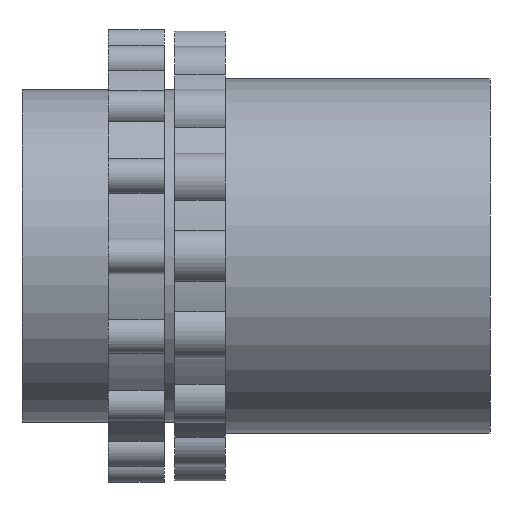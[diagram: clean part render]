
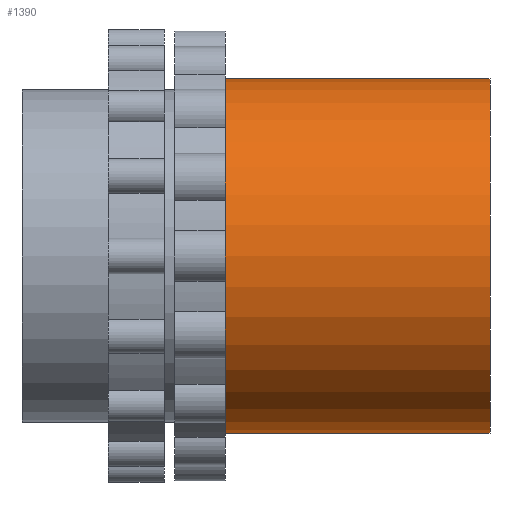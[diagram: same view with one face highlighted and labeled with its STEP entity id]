
A CAD part, front view. The second image highlights one B-rep face of the part: STEP entity #1390.
In plain terms, the highlighted cylindrical face has radius 17.4 mm (diameter 34.8 mm), a full revolution.
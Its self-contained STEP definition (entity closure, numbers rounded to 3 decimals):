
#79=LINE('',#2511,#146);
#146=VECTOR('',#2100,17.4);
#213=CYLINDRICAL_SURFACE('',#1619,17.4);
#289=FACE_OUTER_BOUND('',#366,.T.);
#366=EDGE_LOOP('',(#1231,#1232,#1233,#1234));
#501=CIRCLE('',#1618,17.4);
#502=CIRCLE('',#1620,17.4);
#635=VERTEX_POINT('',#2506);
#636=VERTEX_POINT('',#2509);
#834=EDGE_CURVE('',#635,#635,#501,.T.);
#835=EDGE_CURVE('',#636,#636,#502,.T.);
#836=EDGE_CURVE('',#636,#635,#79,.T.);
#1231=ORIENTED_EDGE('',*,*,#835,.F.);
#1232=ORIENTED_EDGE('',*,*,#836,.T.);
#1233=ORIENTED_EDGE('',*,*,#834,.T.);
#1234=ORIENTED_EDGE('',*,*,#836,.F.);
#1390=ADVANCED_FACE('',(#289),#213,.T.);
#1618=AXIS2_PLACEMENT_3D('',#2507,#2094,#2095);
#1619=AXIS2_PLACEMENT_3D('',#2508,#2096,#2097);
#1620=AXIS2_PLACEMENT_3D('',#2510,#2098,#2099);
#2094=DIRECTION('center_axis',(1.,0.,0.));
#2095=DIRECTION('ref_axis',(0.,1.,0.));
#2096=DIRECTION('center_axis',(1.,0.,0.));
#2097=DIRECTION('ref_axis',(0.,1.,0.));
#2098=DIRECTION('center_axis',(1.,0.,0.));
#2099=DIRECTION('ref_axis',(0.,1.,0.));
#2100=DIRECTION('',(-1.,0.,0.));
#2506=CARTESIAN_POINT('',(20.,-17.4,0.));
#2507=CARTESIAN_POINT('Origin',(20.,0.,0.));
#2508=CARTESIAN_POINT('Origin',(33.,0.,0.));
#2509=CARTESIAN_POINT('',(46.,-17.4,0.));
#2510=CARTESIAN_POINT('Origin',(46.,0.,0.));
#2511=CARTESIAN_POINT('',(33.,-17.4,0.));
